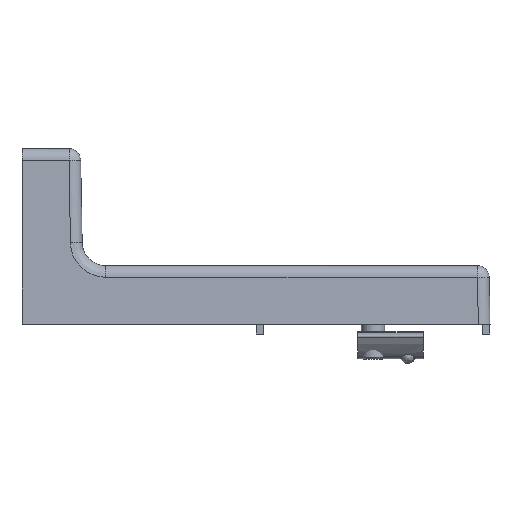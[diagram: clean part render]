
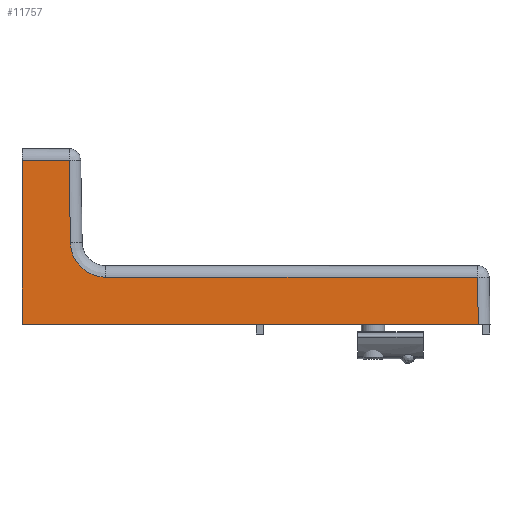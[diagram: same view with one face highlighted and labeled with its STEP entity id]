
A CAD part, top view. The second image highlights one B-rep face of the part: STEP entity #11757.
In plain terms, the highlighted planar face has unit normal (0, 0.018, 1).
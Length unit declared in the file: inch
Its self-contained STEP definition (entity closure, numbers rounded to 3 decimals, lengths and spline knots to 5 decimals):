
#228 = CARTESIAN_POINT ( 'NONE',  ( 0.70805, 0.50672, 0.54619 ) ) ;
#275 = ORIENTED_EDGE ( 'NONE', *, *, #14231, .T. ) ;
#288 = CARTESIAN_POINT ( 'NONE',  ( 0.55443, 0.63356, 0.54398 ) ) ;
#369 = CARTESIAN_POINT ( 'NONE',  ( 0.49245, 0.82841, 0.54058 ) ) ;
#632 = B_SPLINE_CURVE_WITH_KNOTS ( 'NONE', 3,
 ( #8634, #11393, #17176, #10083, #1603, #11508, #3055, #12972, #4463, #14382, #5880, #15813, #7309, #17231, #8703, #228, #10140, #1670, #11573, #3121, #13033, #4524, #14437, #5935, #15875, #7371, #17292, #8772, #288, #10203, #1736, #11642, #3187, #13089, #9494, #1002, #10933, #2464, #12369, #3890, #13773, #5299, #15248, #6724, #16657, #8124 ),
 .UNSPECIFIED., .F., .F.,
 ( 4, 1, 1, 1, 2, 2, 1, 1, 1, 2, 2, 1, 1, 2, 2, 2, 1, 1, 2, 2, 1, 1, 1, 2, 2, 1, 1, 1, 2, 2, 4 ),
 ( 0., 0.0625, 0.09375, 0.10937, 0.11719, 0.125, 0.1875, 0.21875, 0.23437, 0.24219, 0.25, 0.3125, 0.34375, 0.35937, 0.375, 0.5, 0.5625, 0.59375, 0.60937, 0.625, 0.6875, 0.71875, 0.73437, 0.74219, 0.75, 0.8125, 0.84375, 0.85937, 0.86719, 0.875, 1. ),
 .UNSPECIFIED. ) ;
#806 = EDGE_CURVE ( 'NONE', #3152, #14257, #16403, .T. ) ;
#836 = EDGE_CURVE ( 'NONE', #16550, #5602, #3563, .T. ) ;
#1002 = CARTESIAN_POINT ( 'NONE',  ( 0.51981, 0.69747, 0.54287 ) ) ;
#1067 = VERTEX_POINT ( 'NONE', #14295 ) ;
#1165 = ORIENTED_EDGE ( 'NONE', *, *, #10377, .T. ) ;
#1511 = CARTESIAN_POINT ( 'NONE',  ( 4.63022, 0.47782, 0.5467 ) ) ;
#1603 = CARTESIAN_POINT ( 'NONE',  ( 0.7942, 0.48207, 0.54662 ) ) ;
#1670 = CARTESIAN_POINT ( 'NONE',  ( 0.67358, 0.52394, 0.54589 ) ) ;
#1736 = CARTESIAN_POINT ( 'NONE',  ( 0.53698, 0.66119, 0.5435 ) ) ;
#1814 = VECTOR ( 'NONE', #2325, 39.37008 ) ;
#2325 = DIRECTION ( 'NONE',  ( -1., 0., 0. ) ) ;
#2464 = CARTESIAN_POINT ( 'NONE',  ( 0.50916, 0.72548, 0.54238 ) ) ;
#2577 = VECTOR ( 'NONE', #10009, 39.37008 ) ;
#2991 = CARTESIAN_POINT ( 'NONE',  ( 4.63856, 0., 0.55504 ) ) ;
#3055 = CARTESIAN_POINT ( 'NONE',  ( 0.78755, 0.48319, 0.54661 ) ) ;
#3121 = CARTESIAN_POINT ( 'NONE',  ( 0.66084, 0.53158, 0.54576 ) ) ;
#3152 = VERTEX_POINT ( 'NONE', #7167 ) ;
#3187 = CARTESIAN_POINT ( 'NONE',  ( 0.52335, 0.6892, 0.54301 ) ) ;
#3563 = LINE ( 'NONE', #14575, #14847 ) ;
#3890 = CARTESIAN_POINT ( 'NONE',  ( 0.50151, 0.75441, 0.54187 ) ) ;
#4463 = CARTESIAN_POINT ( 'NONE',  ( 0.77364, 0.48573, 0.54656 ) ) ;
#4524 = CARTESIAN_POINT ( 'NONE',  ( 0.63537, 0.54796, 0.54547 ) ) ;
#4677 = CARTESIAN_POINT ( 'NONE',  ( 0., 1.66719, 0.52594 ) ) ;
#5148 = CARTESIAN_POINT ( 'NONE',  ( 4.75748, 1.66719, 0.52594 ) ) ;
#5193 = EDGE_CURVE ( 'NONE', #5602, #11063, #632, .T. ) ;
#5299 = CARTESIAN_POINT ( 'NONE',  ( 0.49999, 0.7614, 0.54175 ) ) ;
#5401 = EDGE_LOOP ( 'NONE', ( #14268, #275, #18284, #1165, #17378, #12061, #7961 ) ) ;
#5602 = VERTEX_POINT ( 'NONE', #9182 ) ;
#5705 = CARTESIAN_POINT ( 'NONE',  ( 4.63856, 0., 0.55504 ) ) ;
#5849 = VECTOR ( 'NONE', #15633, 39.37008 ) ;
#5880 = CARTESIAN_POINT ( 'NONE',  ( 0.73793, 0.49553, 0.54639 ) ) ;
#5935 = CARTESIAN_POINT ( 'NONE',  ( 0.59044, 0.58866, 0.54476 ) ) ;
#6348 = CARTESIAN_POINT ( 'NONE',  ( 4.75748, 0., 0.55504 ) ) ;
#6724 = CARTESIAN_POINT ( 'NONE',  ( 0.49515, 0.78539, 0.54133 ) ) ;
#7167 = CARTESIAN_POINT ( 'NONE',  ( 0., 0., 0.55504 ) ) ;
#7309 = CARTESIAN_POINT ( 'NONE',  ( 0.72448, 0.50033, 0.54631 ) ) ;
#7371 = CARTESIAN_POINT ( 'NONE',  ( 0.56504, 0.61869, 0.54424 ) ) ;
#7785 = DIRECTION ( 'NONE',  ( 0., -1., 0.017 ) ) ;
#7929 = EDGE_CURVE ( 'NONE', #1067, #18077, #16891, .T. ) ;
#7961 = ORIENTED_EDGE ( 'NONE', *, *, #11601, .T. ) ;
#8124 = CARTESIAN_POINT ( 'NONE',  ( 0.49245, 0.82841, 0.54058 ) ) ;
#8634 = CARTESIAN_POINT ( 'NONE',  ( 0.8492, 0.47782, 0.5467 ) ) ;
#8703 = CARTESIAN_POINT ( 'NONE',  ( 0.72052, 0.50183, 0.54628 ) ) ;
#8772 = CARTESIAN_POINT ( 'NONE',  ( 0.55619, 0.63101, 0.54403 ) ) ;
#8914 = DIRECTION ( 'NONE',  ( -1., 0., 0. ) ) ;
#9011 = CARTESIAN_POINT ( 'NONE',  ( 0.49245, 0.82841, 0.54058 ) ) ;
#9134 = PLANE ( 'NONE',  #17574 ) ;
#9182 = CARTESIAN_POINT ( 'NONE',  ( 0.8492, 0.47782, 0.5467 ) ) ;
#9256 = VECTOR ( 'NONE', #14513, 39.37008 ) ;
#9494 = CARTESIAN_POINT ( 'NONE',  ( 0.52041, 0.69604, 0.54289 ) ) ;
#9949 = FACE_OUTER_BOUND ( 'NONE', #5401, .T. ) ;
#10009 = DIRECTION ( 'NONE',  ( 0., -1., 0.017 ) ) ;
#10083 = CARTESIAN_POINT ( 'NONE',  ( 0.80353, 0.48069, 0.54665 ) ) ;
#10140 = CARTESIAN_POINT ( 'NONE',  ( 0.69181, 0.51402, 0.54607 ) ) ;
#10203 = CARTESIAN_POINT ( 'NONE',  ( 0.54614, 0.64593, 0.54376 ) ) ;
#10377 = EDGE_CURVE ( 'NONE', #14257, #16550, #13424, .T. ) ;
#10933 = CARTESIAN_POINT ( 'NONE',  ( 0.51491, 0.70937, 0.54266 ) ) ;
#11063 = VERTEX_POINT ( 'NONE', #9011 ) ;
#11393 = CARTESIAN_POINT ( 'NONE',  ( 0.8384, 0.47782, 0.5467 ) ) ;
#11508 = CARTESIAN_POINT ( 'NONE',  ( 0.79021, 0.48273, 0.54661 ) ) ;
#11573 = CARTESIAN_POINT ( 'NONE',  ( 0.66591, 0.52848, 0.54581 ) ) ;
#11601 = EDGE_CURVE ( 'NONE', #11063, #1067, #15995, .T. ) ;
#11642 = CARTESIAN_POINT ( 'NONE',  ( 0.52767, 0.67974, 0.54317 ) ) ;
#11726 = DIRECTION ( 'NONE',  ( -0.017, 1., -0.017 ) ) ;
#11757 = ADVANCED_FACE ( 'NONE', ( #9949 ), #9134, .T. ) ;
#12061 = ORIENTED_EDGE ( 'NONE', *, *, #5193, .T. ) ;
#12369 = CARTESIAN_POINT ( 'NONE',  ( 0.50383, 0.7447, 0.54204 ) ) ;
#12972 = CARTESIAN_POINT ( 'NONE',  ( 0.78629, 0.48341, 0.5466 ) ) ;
#13033 = CARTESIAN_POINT ( 'NONE',  ( 0.65836, 0.53313, 0.54573 ) ) ;
#13089 = CARTESIAN_POINT ( 'NONE',  ( 0.52158, 0.6933, 0.54294 ) ) ;
#13091 = CARTESIAN_POINT ( 'NONE',  ( 4.75748, 0., 0.55504 ) ) ;
#13424 = LINE ( 'NONE', #5705, #5849 ) ;
#13773 = CARTESIAN_POINT ( 'NONE',  ( 0.50058, 0.7586, 0.5418 ) ) ;
#14231 = EDGE_CURVE ( 'NONE', #18077, #3152, #17664, .T. ) ;
#14257 = VERTEX_POINT ( 'NONE', #2991 ) ;
#14268 = ORIENTED_EDGE ( 'NONE', *, *, #7929, .T. ) ;
#14295 = CARTESIAN_POINT ( 'NONE',  ( 0.47781, 1.66719, 0.52594 ) ) ;
#14382 = CARTESIAN_POINT ( 'NONE',  ( 0.75698, 0.48961, 0.54649 ) ) ;
#14437 = CARTESIAN_POINT ( 'NONE',  ( 0.61646, 0.5631, 0.54521 ) ) ;
#14513 = DIRECTION ( 'NONE',  ( 1., 0., 0. ) ) ;
#14575 = CARTESIAN_POINT ( 'NONE',  ( 4.75748, 0.47782, 0.5467 ) ) ;
#14847 = VECTOR ( 'NONE', #8914, 39.37008 ) ;
#15248 = CARTESIAN_POINT ( 'NONE',  ( 0.49968, 0.76288, 0.54172 ) ) ;
#15633 = DIRECTION ( 'NONE',  ( -0.017, 1., -0.017 ) ) ;
#15813 = CARTESIAN_POINT ( 'NONE',  ( 0.7285, 0.49884, 0.54633 ) ) ;
#15875 = CARTESIAN_POINT ( 'NONE',  ( 0.57814, 0.60204, 0.54453 ) ) ;
#15995 = LINE ( 'NONE', #369, #17987 ) ;
#16299 = DIRECTION ( 'NONE',  ( 0., 0.017, 1. ) ) ;
#16403 = LINE ( 'NONE', #13091, #9256 ) ;
#16550 = VERTEX_POINT ( 'NONE', #1511 ) ;
#16657 = CARTESIAN_POINT ( 'NONE',  ( 0.49282, 0.80679, 0.54096 ) ) ;
#16891 = LINE ( 'NONE', #5148, #1814 ) ;
#17109 = CARTESIAN_POINT ( 'NONE',  ( 0., 1.66719, 0.52594 ) ) ;
#17176 = CARTESIAN_POINT ( 'NONE',  ( 0.82226, 0.47855, 0.54669 ) ) ;
#17231 = CARTESIAN_POINT ( 'NONE',  ( 0.7218, 0.50134, 0.54629 ) ) ;
#17292 = CARTESIAN_POINT ( 'NONE',  ( 0.55969, 0.62605, 0.54411 ) ) ;
#17378 = ORIENTED_EDGE ( 'NONE', *, *, #836, .T. ) ;
#17574 = AXIS2_PLACEMENT_3D ( 'NONE', #6348, #16299, #7785 ) ;
#17664 = LINE ( 'NONE', #17109, #2577 ) ;
#17987 = VECTOR ( 'NONE', #11726, 39.37008 ) ;
#18077 = VERTEX_POINT ( 'NONE', #4677 ) ;
#18284 = ORIENTED_EDGE ( 'NONE', *, *, #806, .T. ) ;
